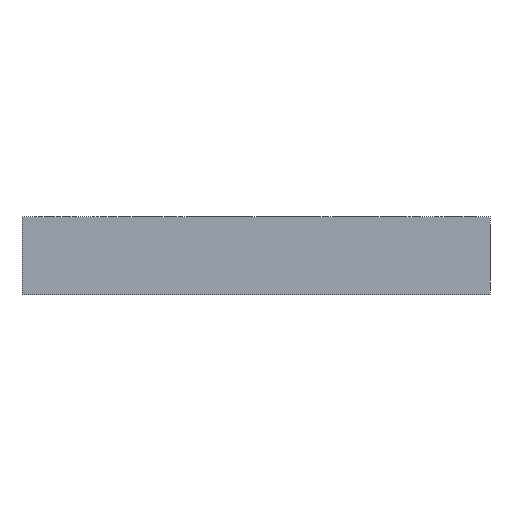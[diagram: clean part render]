
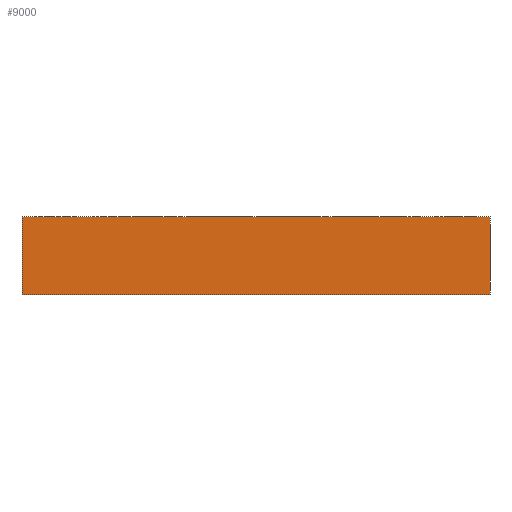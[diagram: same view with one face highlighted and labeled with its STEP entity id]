
A CAD part, left-side view. The second image highlights one B-rep face of the part: STEP entity #9000.
In plain terms, the highlighted planar face has unit normal (-1, 0, 0).
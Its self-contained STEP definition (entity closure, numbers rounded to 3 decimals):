
#609=PLANE('',#9537);
#1065=FACE_OUTER_BOUND('',#1571,.T.);
#1571=EDGE_LOOP('',(#8021,#8022,#8023,#8024));
#1944=LINE('',#13433,#2820);
#2400=LINE('',#14751,#3276);
#2477=LINE('',#15260,#3353);
#2478=LINE('',#15261,#3354);
#2820=VECTOR('',#10080,10.);
#3276=VECTOR('',#10882,10.);
#3353=VECTOR('',#11453,10.);
#3354=VECTOR('',#11454,10.);
#3875=VERTEX_POINT('',#13426);
#3878=VERTEX_POINT('',#13431);
#4214=VERTEX_POINT('',#14748);
#4215=VERTEX_POINT('',#14750);
#4890=EDGE_CURVE('',#3875,#3878,#1944,.T.);
#5392=EDGE_CURVE('',#4214,#4215,#2400,.T.);
#5631=EDGE_CURVE('',#4214,#3875,#2477,.T.);
#5632=EDGE_CURVE('',#4215,#3878,#2478,.T.);
#8021=ORIENTED_EDGE('',*,*,#5631,.T.);
#8022=ORIENTED_EDGE('',*,*,#4890,.T.);
#8023=ORIENTED_EDGE('',*,*,#5632,.F.);
#8024=ORIENTED_EDGE('',*,*,#5392,.F.);
#9000=ADVANCED_FACE('',(#1065),#609,.T.);
#9537=AXIS2_PLACEMENT_3D('',#15259,#11451,#11452);
#10080=DIRECTION('',(0.,0.,1.));
#10882=DIRECTION('',(0.,0.,1.));
#11451=DIRECTION('center_axis',(-1.,0.,0.));
#11452=DIRECTION('ref_axis',(0.,-1.,0.));
#11453=DIRECTION('',(0.,-1.,0.));
#11454=DIRECTION('',(0.,-1.,0.));
#13426=CARTESIAN_POINT('',(0.,0.,0.));
#13431=CARTESIAN_POINT('',(0.,0.,25.4));
#13433=CARTESIAN_POINT('',(0.,0.,0.));
#14748=CARTESIAN_POINT('',(0.,152.4,0.));
#14750=CARTESIAN_POINT('',(0.,152.4,25.4));
#14751=CARTESIAN_POINT('',(0.,152.4,0.));
#15259=CARTESIAN_POINT('Origin',(0.,152.4,0.));
#15260=CARTESIAN_POINT('',(0.,152.4,0.));
#15261=CARTESIAN_POINT('',(0.,152.4,25.4));
